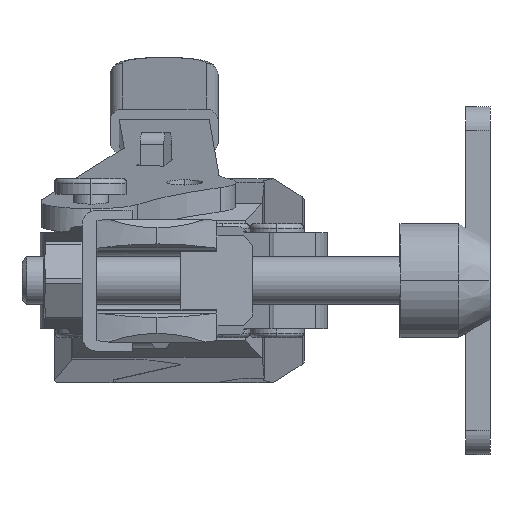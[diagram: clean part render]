
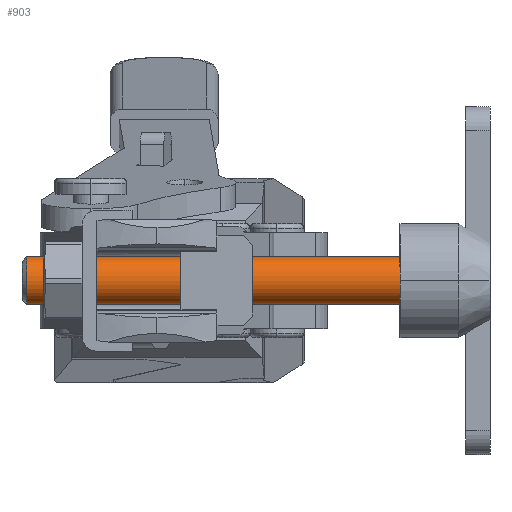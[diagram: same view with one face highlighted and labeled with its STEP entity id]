
A CAD part, left-side view. The second image highlights one B-rep face of the part: STEP entity #903.
In plain terms, the highlighted cylindrical face has radius 4 mm (diameter 8 mm), a partial arc.
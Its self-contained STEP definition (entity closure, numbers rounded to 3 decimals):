
#79 = CARTESIAN_POINT ( 'NONE',  ( 0., 7.7, 4. ) ) ;
#326 = DIRECTION ( 'NONE',  ( 0., 0., -1. ) ) ;
#537 = CIRCLE ( 'NONE', #3326, 4. ) ;
#757 = CARTESIAN_POINT ( 'NONE',  ( 0., 13., 0. ) ) ;
#877 = CARTESIAN_POINT ( 'NONE',  ( 0., 7.7, 0. ) ) ;
#903 = ADVANCED_FACE ( 'NONE', ( #10110 ), #1016, .T. ) ;
#906 = VERTEX_POINT ( 'NONE', #3418 ) ;
#956 = CIRCLE ( 'NONE', #7830, 4. ) ;
#1016 = CYLINDRICAL_SURFACE ( 'NONE', #11748, 4. ) ;
#1892 = EDGE_CURVE ( 'NONE', #7012, #5621, #537, .T. ) ;
#1976 = ORIENTED_EDGE ( 'NONE', *, *, #4016, .F. ) ;
#2230 = CARTESIAN_POINT ( 'NONE',  ( 0., 7.7, -4. ) ) ;
#2305 = DIRECTION ( 'NONE',  ( 0., 1., 0. ) ) ;
#2734 = VECTOR ( 'NONE', #2305, 1000. ) ;
#3326 = AXIS2_PLACEMENT_3D ( 'NONE', #9951, #4769, #5033 ) ;
#3418 = CARTESIAN_POINT ( 'NONE',  ( 0., 13., -4. ) ) ;
#3836 = CARTESIAN_POINT ( 'NONE',  ( 0., 13., 4. ) ) ;
#4016 = EDGE_CURVE ( 'NONE', #11372, #906, #956, .T. ) ;
#4170 = ORIENTED_EDGE ( 'NONE', *, *, #1892, .T. ) ;
#4769 = DIRECTION ( 'NONE',  ( 0., -1., 0. ) ) ;
#4881 = ORIENTED_EDGE ( 'NONE', *, *, #8634, .T. ) ;
#4983 = DIRECTION ( 'NONE',  ( 0., 1., 0. ) ) ;
#5033 = DIRECTION ( 'NONE',  ( 0., 0., -1. ) ) ;
#5212 = LINE ( 'NONE', #79, #8715 ) ;
#5621 = VERTEX_POINT ( 'NONE', #5806 ) ;
#5806 = CARTESIAN_POINT ( 'NONE',  ( 0., 77.233, -4. ) ) ;
#6690 = DIRECTION ( 'NONE',  ( 0., -1., 0. ) ) ;
#7012 = VERTEX_POINT ( 'NONE', #12170 ) ;
#7830 = AXIS2_PLACEMENT_3D ( 'NONE', #757, #6690, #11948 ) ;
#8303 = DIRECTION ( 'NONE',  ( 0., 1., 0. ) ) ;
#8634 = EDGE_CURVE ( 'NONE', #11372, #7012, #5212, .T. ) ;
#8715 = VECTOR ( 'NONE', #8303, 1000. ) ;
#9605 = EDGE_LOOP ( 'NONE', ( #1976, #4881, #4170, #11619 ) ) ;
#9756 = EDGE_CURVE ( 'NONE', #906, #5621, #11473, .T. ) ;
#9951 = CARTESIAN_POINT ( 'NONE',  ( 0., 77.233, 0. ) ) ;
#10110 = FACE_OUTER_BOUND ( 'NONE', #9605, .T. ) ;
#11372 = VERTEX_POINT ( 'NONE', #3836 ) ;
#11473 = LINE ( 'NONE', #2230, #2734 ) ;
#11619 = ORIENTED_EDGE ( 'NONE', *, *, #9756, .F. ) ;
#11748 = AXIS2_PLACEMENT_3D ( 'NONE', #877, #4983, #326 ) ;
#11948 = DIRECTION ( 'NONE',  ( 0., 0., -1. ) ) ;
#12170 = CARTESIAN_POINT ( 'NONE',  ( 0., 77.233, 4. ) ) ;
